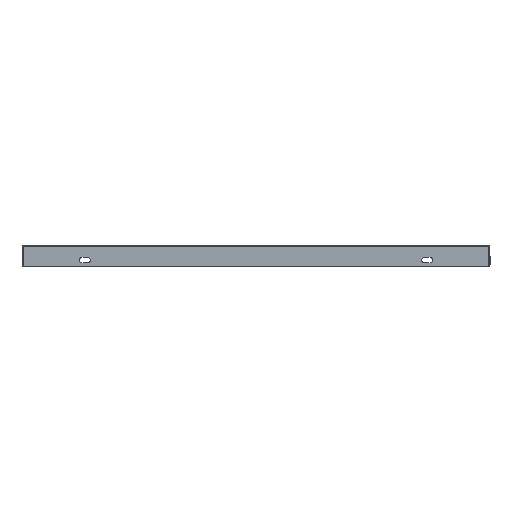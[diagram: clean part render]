
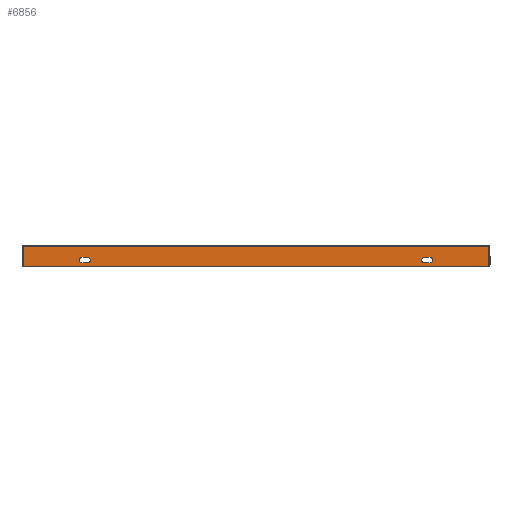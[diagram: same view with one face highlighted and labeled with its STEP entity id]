
A CAD part, left-side view. The second image highlights one B-rep face of the part: STEP entity #6856.
In plain terms, the highlighted planar face has unit normal (-1, 0, 0).
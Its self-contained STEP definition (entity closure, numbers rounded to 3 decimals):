
#2082 = CARTESIAN_POINT ( 'NONE',  ( -848.5, -253.99, -16. ) ) ;
#2090 = DIRECTION ( 'NONE',  ( 0., 1., 0. ) ) ;
#2091 = CARTESIAN_POINT ( 'NONE',  ( -848.5, 339.49, -0.1 ) ) ;
#2092 = DIRECTION ( 'NONE',  ( 0., -1., 0. ) ) ;
#2093 = CARTESIAN_POINT ( 'NONE',  ( -848.5, -339.49, 0. ) ) ;
#2095 = CARTESIAN_POINT ( 'NONE',  ( -848.5, 339.49, -30. ) ) ;
#2096 = DIRECTION ( 'NONE',  ( 0., 0., -1. ) ) ;
#2097 = CARTESIAN_POINT ( 'NONE',  ( -848.5, -253.99, -20. ) ) ;
#2098 = DIRECTION ( 'NONE',  ( 0., 0., 1. ) ) ;
#2103 = CARTESIAN_POINT ( 'NONE',  ( -848.5, -245.99, -20. ) ) ;
#2104 = DIRECTION ( 'NONE',  ( -1., 0., 0. ) ) ;
#2105 = DIRECTION ( 'NONE',  ( 0., 1., 0. ) ) ;
#2107 = CARTESIAN_POINT ( 'NONE',  ( -848.5, -253.99, -24. ) ) ;
#2110 = DIRECTION ( 'NONE',  ( -1., 0., 0. ) ) ;
#2111 = DIRECTION ( 'NONE',  ( 0., 1., 0. ) ) ;
#2112 = CARTESIAN_POINT ( 'NONE',  ( -848.5, 253.99, -24. ) ) ;
#2113 = DIRECTION ( 'NONE',  ( 0., -1., 0. ) ) ;
#2114 = CARTESIAN_POINT ( 'NONE',  ( -848.5, 253.99, -16. ) ) ;
#2115 = DIRECTION ( 'NONE',  ( 0., -1., 0. ) ) ;
#2116 = CARTESIAN_POINT ( 'NONE',  ( -848.5, 253.99, -20. ) ) ;
#2117 = DIRECTION ( 'NONE',  ( -1., 0., 0. ) ) ;
#2118 = DIRECTION ( 'NONE',  ( 0., -1., 0. ) ) ;
#2119 = CARTESIAN_POINT ( 'NONE',  ( -848.5, 245.99, -20. ) ) ;
#2120 = DIRECTION ( 'NONE',  ( 0., 1., 0. ) ) ;
#2122 = DIRECTION ( 'NONE',  ( -1., 0., 0. ) ) ;
#2123 = DIRECTION ( 'NONE',  ( 0., -1., 0. ) ) ;
#2128 = CARTESIAN_POINT ( 'NONE',  ( -848.5, -339.49, -30. ) ) ;
#2129 = DIRECTION ( 'NONE',  ( 0., -1., 0. ) ) ;
#2913 = LINE ( 'NONE', #2093, #2925 ) ;
#2915 = LINE ( 'NONE', #2082, #2917 ) ;
#2917 = VECTOR ( 'NONE', #2090, 1000. ) ;
#2918 = VECTOR ( 'NONE', #2113, 1000. ) ;
#2919 = LINE ( 'NONE', #2091, #2920 ) ;
#2920 = VECTOR ( 'NONE', #2092, 1000. ) ;
#2922 = LINE ( 'NONE', #2112, #2935 ) ;
#2923 = LINE ( 'NONE', #2095, #2924 ) ;
#2924 = VECTOR ( 'NONE', #2096, 1000. ) ;
#2925 = VECTOR ( 'NONE', #2098, 1000. ) ;
#2930 = CIRCLE ( 'NONE', #26739, 4. ) ;
#2931 = VECTOR ( 'NONE', #2129, 1000. ) ;
#2933 = LINE ( 'NONE', #2107, #2918 ) ;
#2934 = CIRCLE ( 'NONE', #26743, 4. ) ;
#2935 = VECTOR ( 'NONE', #2115, 1000. ) ;
#2936 = VECTOR ( 'NONE', #2120, 1000. ) ;
#2938 = LINE ( 'NONE', #2114, #2936 ) ;
#2939 = CIRCLE ( 'NONE', #26745, 4. ) ;
#2940 = LINE ( 'NONE', #2128, #2931 ) ;
#2941 = CIRCLE ( 'NONE', #26746, 4. ) ;
#4932 = CARTESIAN_POINT ( 'NONE',  ( -848.5, -253.99, -16. ) ) ;
#4978 = CARTESIAN_POINT ( 'NONE',  ( -848.5, 245.99, -16. ) ) ;
#5152 = CARTESIAN_POINT ( 'NONE',  ( -848.5, -257.99, -20. ) ) ;
#5236 = CARTESIAN_POINT ( 'NONE',  ( -848.5, 241.99, -20. ) ) ;
#5938 = VERTEX_POINT ( 'NONE', #12278 ) ;
#5939 = VERTEX_POINT ( 'NONE', #13506 ) ;
#5942 = VERTEX_POINT ( 'NONE', #12282 ) ;
#5943 = VERTEX_POINT ( 'NONE', #13510 ) ;
#5945 = VERTEX_POINT ( 'NONE', #13512 ) ;
#5946 = VERTEX_POINT ( 'NONE', #13513 ) ;
#5947 = VERTEX_POINT ( 'NONE', #13515 ) ;
#5948 = VERTEX_POINT ( 'NONE', #13517 ) ;
#5949 = VERTEX_POINT ( 'NONE', #13519 ) ;
#5950 = VERTEX_POINT ( 'NONE', #13521 ) ;
#6856 = ADVANCED_FACE ( 'NONE', ( #16146, #16152, #16154 ), #16476, .F. ) ;
#8248 = ORIENTED_EDGE ( 'NONE', *, *, #11888, .T. ) ;
#8321 = ORIENTED_EDGE ( 'NONE', *, *, #10030, .F. ) ;
#8377 = ORIENTED_EDGE ( 'NONE', *, *, #11887, .T. ) ;
#8414 = ORIENTED_EDGE ( 'NONE', *, *, #11885, .F. ) ;
#8525 = ORIENTED_EDGE ( 'NONE', *, *, #11894, .F. ) ;
#8535 = ORIENTED_EDGE ( 'NONE', *, *, #11891, .F. ) ;
#8557 = ORIENTED_EDGE ( 'NONE', *, *, #11896, .F. ) ;
#8599 = ORIENTED_EDGE ( 'NONE', *, *, #11897, .F. ) ;
#8610 = ORIENTED_EDGE ( 'NONE', *, *, #11884, .F. ) ;
#8698 = ORIENTED_EDGE ( 'NONE', *, *, #10022, .F. ) ;
#8720 = ORIENTED_EDGE ( 'NONE', *, *, #11895, .F. ) ;
#8731 = ORIENTED_EDGE ( 'NONE', *, *, #11898, .F. ) ;
#8742 = ORIENTED_EDGE ( 'NONE', *, *, #11893, .F. ) ;
#8790 = ORIENTED_EDGE ( 'NONE', *, *, #11900, .T. ) ;
#10022 = EDGE_CURVE ( 'NONE', #13268, #12888, #25503, .T. ) ;
#10030 = EDGE_CURVE ( 'NONE', #13422, #12956, #25515, .T. ) ;
#11884 = EDGE_CURVE ( 'NONE', #12888, #5947, #2915, .T. ) ;
#11885 = EDGE_CURVE ( 'NONE', #5938, #5939, #2919, .T. ) ;
#11887 = EDGE_CURVE ( 'NONE', #5938, #5942, #2923, .T. ) ;
#11888 = EDGE_CURVE ( 'NONE', #5943, #5939, #2913, .T. ) ;
#11891 = EDGE_CURVE ( 'NONE', #5946, #13268, #2930, .T. ) ;
#11893 = EDGE_CURVE ( 'NONE', #5947, #5945, #2934, .T. ) ;
#11894 = EDGE_CURVE ( 'NONE', #5945, #5946, #2933, .T. ) ;
#11895 = EDGE_CURVE ( 'NONE', #5948, #5949, #2922, .T. ) ;
#11896 = EDGE_CURVE ( 'NONE', #5950, #5948, #2939, .T. ) ;
#11897 = EDGE_CURVE ( 'NONE', #12956, #5950, #2938, .T. ) ;
#11898 = EDGE_CURVE ( 'NONE', #5949, #13422, #2941, .T. ) ;
#11900 = EDGE_CURVE ( 'NONE', #5942, #5943, #2940, .T. ) ;
#12237 = AXIS2_PLACEMENT_3D ( 'NONE', #16477, #16478, #16479 ) ;
#12278 = CARTESIAN_POINT ( 'NONE',  ( -848.5, 339.49, -0.1 ) ) ;
#12282 = CARTESIAN_POINT ( 'NONE',  ( -848.5, 339.49, -30. ) ) ;
#12841 = EDGE_LOOP ( 'NONE', ( #8525, #8742, #8610, #8698, #8535 ) ) ;
#12888 = VERTEX_POINT ( 'NONE', #4932 ) ;
#12956 = VERTEX_POINT ( 'NONE', #4978 ) ;
#13268 = VERTEX_POINT ( 'NONE', #5152 ) ;
#13422 = VERTEX_POINT ( 'NONE', #5236 ) ;
#13506 = CARTESIAN_POINT ( 'NONE',  ( -848.5, -339.49, -0.1 ) ) ;
#13510 = CARTESIAN_POINT ( 'NONE',  ( -848.5, -339.49, -30. ) ) ;
#13512 = CARTESIAN_POINT ( 'NONE',  ( -848.5, -245.99, -24. ) ) ;
#13513 = CARTESIAN_POINT ( 'NONE',  ( -848.5, -253.99, -24. ) ) ;
#13515 = CARTESIAN_POINT ( 'NONE',  ( -848.5, -245.99, -16. ) ) ;
#13517 = CARTESIAN_POINT ( 'NONE',  ( -848.5, 253.99, -24. ) ) ;
#13519 = CARTESIAN_POINT ( 'NONE',  ( -848.5, 245.99, -24. ) ) ;
#13521 = CARTESIAN_POINT ( 'NONE',  ( -848.5, 253.99, -16. ) ) ;
#13751 = EDGE_LOOP ( 'NONE', ( #8414, #8377, #8790, #8248 ) ) ;
#13773 = EDGE_LOOP ( 'NONE', ( #8720, #8557, #8599, #8321, #8731 ) ) ;
#16146 = FACE_BOUND ( 'NONE', #12841, .T. ) ;
#16152 = FACE_BOUND ( 'NONE', #13773, .T. ) ;
#16154 = FACE_OUTER_BOUND ( 'NONE', #13751, .T. ) ;
#16476 = PLANE ( 'NONE',  #12237 ) ;
#16477 = CARTESIAN_POINT ( 'NONE',  ( -848.5, 339.49, 0. ) ) ;
#16478 = DIRECTION ( 'NONE',  ( 1., 0., 0. ) ) ;
#16479 = DIRECTION ( 'NONE',  ( 0., 1., 0. ) ) ;
#24909 = CARTESIAN_POINT ( 'NONE',  ( -848.5, -253.99, -20. ) ) ;
#24910 = DIRECTION ( 'NONE',  ( -1., 0., 0. ) ) ;
#24911 = DIRECTION ( 'NONE',  ( 0., 1., 0. ) ) ;
#24929 = CARTESIAN_POINT ( 'NONE',  ( -848.5, 245.99, -20. ) ) ;
#24930 = DIRECTION ( 'NONE',  ( -1., 0., 0. ) ) ;
#24931 = DIRECTION ( 'NONE',  ( 0., -1., 0. ) ) ;
#25503 = CIRCLE ( 'NONE', #26123, 4. ) ;
#25515 = CIRCLE ( 'NONE', #26127, 4. ) ;
#26123 = AXIS2_PLACEMENT_3D ( 'NONE', #24909, #24910, #24911 ) ;
#26127 = AXIS2_PLACEMENT_3D ( 'NONE', #24929, #24930, #24931 ) ;
#26739 = AXIS2_PLACEMENT_3D ( 'NONE', #2097, #2104, #2105 ) ;
#26743 = AXIS2_PLACEMENT_3D ( 'NONE', #2103, #2110, #2111 ) ;
#26745 = AXIS2_PLACEMENT_3D ( 'NONE', #2116, #2117, #2118 ) ;
#26746 = AXIS2_PLACEMENT_3D ( 'NONE', #2119, #2122, #2123 ) ;
